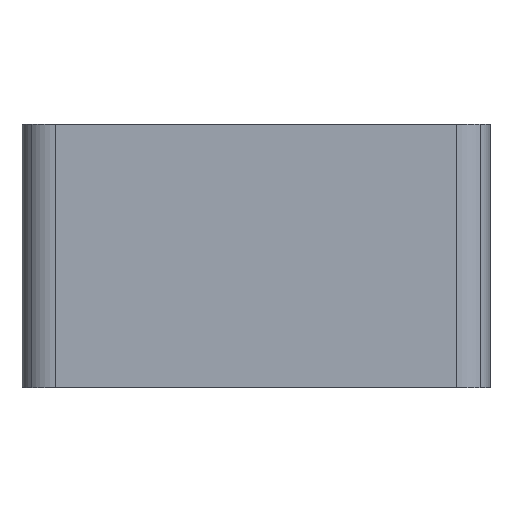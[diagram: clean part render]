
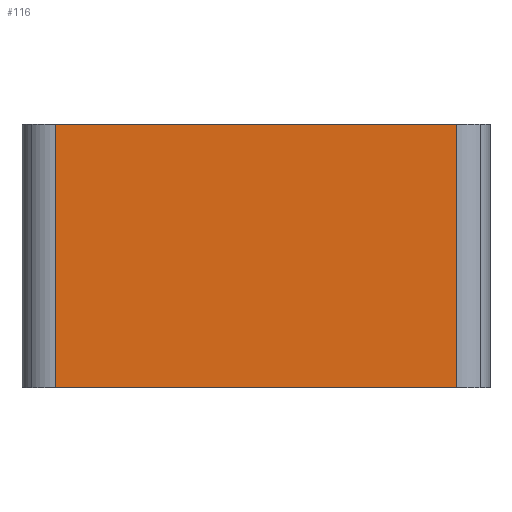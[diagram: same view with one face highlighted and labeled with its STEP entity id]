
A CAD part, left-side view. The second image highlights one B-rep face of the part: STEP entity #116.
In plain terms, the highlighted planar face has unit normal (-1, 0, 0).
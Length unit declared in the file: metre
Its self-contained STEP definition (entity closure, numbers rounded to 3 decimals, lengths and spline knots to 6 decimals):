
#116=ADVANCED_FACE('1:52772',(#273),#274,.T.);
#273=FACE_OUTER_BOUND('',#433,.T.);
#274=PLANE('',#434);
#433=EDGE_LOOP('',(#1025,#1026,#1027,#1028));
#434=AXIS2_PLACEMENT_3D('',#1029,#1030,#1031);
#1025=ORIENTED_EDGE('',*,*,#1064,.F.);
#1026=ORIENTED_EDGE('',*,*,#1250,.F.);
#1027=ORIENTED_EDGE('',*,*,#1254,.F.);
#1028=ORIENTED_EDGE('',*,*,#1168,.T.);
#1029=CARTESIAN_POINT('',(-0.018,-0.016,0.0));
#1030=DIRECTION('',(-1.0,-0.0,0.0));
#1031=DIRECTION('',(0.0,-1.0,-0.0));
#1064=EDGE_CURVE('1:58295',#1275,#1277,#1278,.T.);
#1168=EDGE_CURVE('1:52811',#1461,#1277,#1462,.F.);
#1250=EDGE_CURVE('1:52817',#1581,#1275,#1583,.T.);
#1254=EDGE_CURVE('1:56774',#1461,#1581,#1588,.T.);
#1275=VERTEX_POINT('',#1614);
#1277=VERTEX_POINT('',#1616);
#1278=LINE('',#1617,#1618);
#1461=VERTEX_POINT('',#1852);
#1462=LINE('',#1853,#1854);
#1581=VERTEX_POINT('',#2031);
#1583=LINE('',#2033,#2034);
#1588=LINE('',#2041,#2042);
#1614=CARTESIAN_POINT('',(-0.018,0.008,0.0));
#1616=CARTESIAN_POINT('',(-0.018,0.008,0.0315));
#1617=CARTESIAN_POINT('',(-0.018,0.008,0.0));
#1618=VECTOR('',#2065,1.0);
#1852=CARTESIAN_POINT('',(-0.018,-0.04,0.0315));
#1853=CARTESIAN_POINT('',(-0.018,-0.008,0.0315));
#1854=VECTOR('',#2273,1.0);
#2031=CARTESIAN_POINT('',(-0.018,-0.04,0.0));
#2033=CARTESIAN_POINT('',(-0.018,-0.044,0.0));
#2034=VECTOR('',#2401,1.0);
#2041=CARTESIAN_POINT('',(-0.018,-0.04,0.0));
#2042=VECTOR('',#2407,1.0);
#2065=DIRECTION('',(0.0,-0.0,1.0));
#2273=DIRECTION('',(0.0,-1.0,0.0));
#2401=DIRECTION('',(0.0,1.0,0.0));
#2407=DIRECTION('',(-0.0,-0.0,-1.0));
